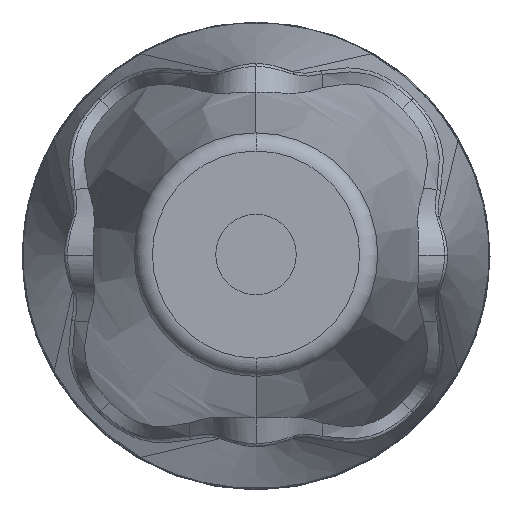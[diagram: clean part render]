
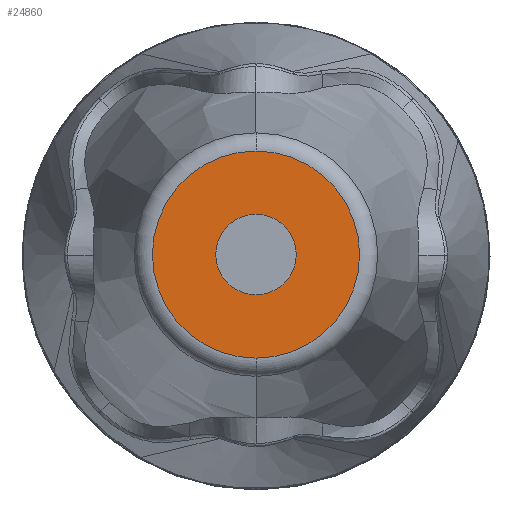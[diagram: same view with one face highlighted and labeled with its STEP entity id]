
A CAD part, top view. The second image highlights one B-rep face of the part: STEP entity #24860.
In plain terms, the highlighted face is planar.
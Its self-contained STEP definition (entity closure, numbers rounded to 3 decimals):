
#9038=CARTESIAN_POINT('',(0.,0.,55.14));
#9039=DIRECTION('',(0.,0.,1.));
#9040=DIRECTION('',(0.,-1.,0.));
#9041=AXIS2_PLACEMENT_3D('',#9038,#9039,#9040);
#9053=CARTESIAN_POINT('',(0.,0.,55.14));
#9054=DIRECTION('',(0.,0.,-1.));
#9055=DIRECTION('',(0.,-1.,0.));
#9056=AXIS2_PLACEMENT_3D('',#9053,#9054,#9055);
#9058=CARTESIAN_POINT('',(0.,0.,55.14));
#9059=DIRECTION('',(0.,0.,-1.));
#9060=DIRECTION('',(0.,-1.,0.));
#9061=AXIS2_PLACEMENT_3D('',#9058,#9059,#9060);
#9063=CARTESIAN_POINT('',(0.,0.,55.14));
#9064=DIRECTION('',(0.,0.,1.));
#9065=DIRECTION('',(0.,-1.,0.));
#9066=AXIS2_PLACEMENT_3D('',#9063,#9064,#9065);
#10519=CARTESIAN_POINT('',(0.,-1.75,55.14));
#10521=VERTEX_POINT('',#10519);
#10522=CARTESIAN_POINT('',(0.,-4.5,55.14));
#10524=VERTEX_POINT('',#10522);
#10527=CARTESIAN_POINT('',(0.,1.75,55.14));
#10529=VERTEX_POINT('',#10527);
#10530=CARTESIAN_POINT('',(0.,4.5,55.14));
#10532=VERTEX_POINT('',#10530);
#24845=CARTESIAN_POINT('',(0.,0.,55.14));
#24846=DIRECTION('',(0.,0.,1.));
#24847=DIRECTION('',(0.,1.,0.));
#24848=AXIS2_PLACEMENT_3D('',#24845,#24846,#24847);
#24849=PLANE('',#24848);
#24850=ORIENTED_EDGE('',*,*,#24824,.F.);
#24851=ORIENTED_EDGE('',*,*,#24840,.T.);
#24852=EDGE_LOOP('',(#24850,#24851));
#24853=FACE_OUTER_BOUND('',#24852,.F.);
#24855=ORIENTED_EDGE('',*,*,#24854,.F.);
#24857=ORIENTED_EDGE('',*,*,#24856,.T.);
#24858=EDGE_LOOP('',(#24855,#24857));
#24859=FACE_BOUND('',#24858,.F.);
#24860=ADVANCED_FACE('',(#24853,#24859),#24849,.T.);
#9042=CIRCLE('',#9041,4.5);
#9057=CIRCLE('',#9056,4.5);
#9062=CIRCLE('',#9061,1.75);
#9067=CIRCLE('',#9066,1.75);
#24824=EDGE_CURVE('',#10524,#10532,#9042,.T.);
#24840=EDGE_CURVE('',#10524,#10532,#9057,.T.);
#24854=EDGE_CURVE('',#10521,#10529,#9062,.T.);
#24856=EDGE_CURVE('',#10521,#10529,#9067,.T.);
